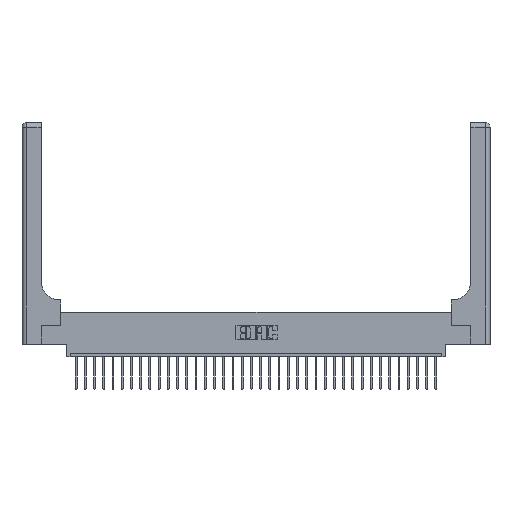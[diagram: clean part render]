
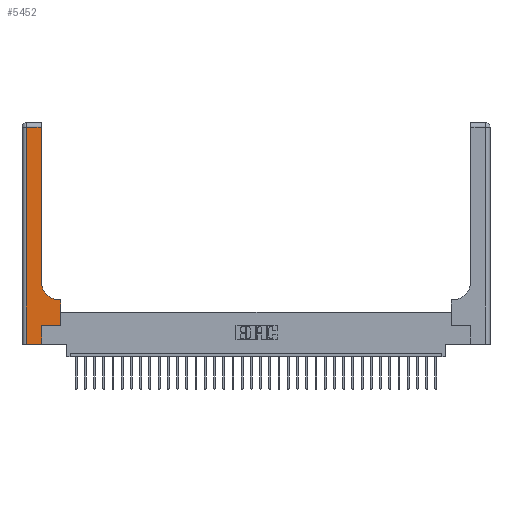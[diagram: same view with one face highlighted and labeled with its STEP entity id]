
A CAD part, top view. The second image highlights one B-rep face of the part: STEP entity #5452.
In plain terms, the highlighted planar face has unit normal (0, 0, 1).
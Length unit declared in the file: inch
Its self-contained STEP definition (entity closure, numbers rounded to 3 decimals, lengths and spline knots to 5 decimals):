
#115 = ORIENTED_EDGE ( 'NONE', *, *, #15545, .T. ) ;
#217 = EDGE_CURVE ( 'NONE', #9912, #26530, #13073, .T. ) ;
#320 = ORIENTED_EDGE ( 'NONE', *, *, #23410, .T. ) ;
#375 = DIRECTION ( 'NONE',  ( 1., 0., 0. ) ) ;
#697 = LINE ( 'NONE', #10691, #16896 ) ;
#783 = VERTEX_POINT ( 'NONE', #1924 ) ;
#1131 = EDGE_CURVE ( 'NONE', #783, #14549, #3758, .T. ) ;
#1689 = VECTOR ( 'NONE', #20447, 39.37008 ) ;
#1924 = CARTESIAN_POINT ( 'NONE',  ( 0.26, 0.85, 0.37 ) ) ;
#2556 = VERTEX_POINT ( 'NONE', #19118 ) ;
#3243 = ORIENTED_EDGE ( 'NONE', *, *, #217, .T. ) ;
#3699 = ORIENTED_EDGE ( 'NONE', *, *, #13318, .T. ) ;
#3758 = LINE ( 'NONE', #15775, #1689 ) ;
#3992 = AXIS2_PLACEMENT_3D ( 'NONE', #15990, #23501, #30191 ) ;
#4524 = VECTOR ( 'NONE', #375, 39.37008 ) ;
#4780 = ORIENTED_EDGE ( 'NONE', *, *, #27534, .T. ) ;
#5034 = CARTESIAN_POINT ( 'NONE',  ( 0.26, 0.6, 0.37 ) ) ;
#5386 = LINE ( 'NONE', #24130, #4524 ) ;
#5452 = ADVANCED_FACE ( 'NONE', ( #16463 ), #26165, .F. ) ;
#6373 = VECTOR ( 'NONE', #27690, 39.37008 ) ;
#6523 = LINE ( 'NONE', #30237, #29802 ) ;
#6778 = DIRECTION ( 'NONE',  ( 1., 0., 0. ) ) ;
#7995 = AXIS2_PLACEMENT_3D ( 'NONE', #22995, #18293, #6778 ) ;
#8388 = ORIENTED_EDGE ( 'NONE', *, *, #26139, .T. ) ;
#8428 = VERTEX_POINT ( 'NONE', #10930 ) ;
#8514 = VECTOR ( 'NONE', #22677, 39.37008 ) ;
#8640 = LINE ( 'NONE', #13165, #8514 ) ;
#8709 = ORIENTED_EDGE ( 'NONE', *, *, #1131, .T. ) ;
#9912 = VERTEX_POINT ( 'NONE', #16641 ) ;
#10691 = CARTESIAN_POINT ( 'NONE',  ( 0., 0., 0.37 ) ) ;
#10709 = CARTESIAN_POINT ( 'NONE',  ( 0.06, 3., 0.37 ) ) ;
#10888 = CARTESIAN_POINT ( 'NONE',  ( 0.528, 0.25, 0.37 ) ) ;
#10894 = ORIENTED_EDGE ( 'NONE', *, *, #25414, .T. ) ;
#10930 = CARTESIAN_POINT ( 'NONE',  ( 0.06, 2.94, 0.37 ) ) ;
#13073 = LINE ( 'NONE', #10888, #16500 ) ;
#13165 = CARTESIAN_POINT ( 'NONE',  ( 0.265, 0., 0.37 ) ) ;
#13318 = EDGE_CURVE ( 'NONE', #26530, #24452, #19516, .T. ) ;
#13332 = LINE ( 'NONE', #10709, #6373 ) ;
#13797 = CARTESIAN_POINT ( 'NONE',  ( 0.265, 0.25, 0.37 ) ) ;
#14549 = VERTEX_POINT ( 'NONE', #20464 ) ;
#14860 = CARTESIAN_POINT ( 'NONE',  ( 0.528, 0.6, 0.37 ) ) ;
#15283 = ORIENTED_EDGE ( 'NONE', *, *, #15469, .T. ) ;
#15469 = EDGE_CURVE ( 'NONE', #19869, #9912, #5386, .T. ) ;
#15545 = EDGE_CURVE ( 'NONE', #24063, #19869, #8640, .T. ) ;
#15775 = CARTESIAN_POINT ( 'NONE',  ( 0.26, 3., 0.37 ) ) ;
#15990 = CARTESIAN_POINT ( 'NONE',  ( 0., 3., 0.37 ) ) ;
#16463 = FACE_OUTER_BOUND ( 'NONE', #22688, .T. ) ;
#16500 = VECTOR ( 'NONE', #20217, 39.37008 ) ;
#16641 = CARTESIAN_POINT ( 'NONE',  ( 0.528, 0.25, 0.37 ) ) ;
#16896 = VECTOR ( 'NONE', #27080, 39.37008 ) ;
#18293 = DIRECTION ( 'NONE',  ( 0., 0., -1. ) ) ;
#19065 = DIRECTION ( 'NONE',  ( -1., 0., 0. ) ) ;
#19118 = CARTESIAN_POINT ( 'NONE',  ( 0.06, 0., 0.37 ) ) ;
#19516 = LINE ( 'NONE', #5034, #21374 ) ;
#19869 = VERTEX_POINT ( 'NONE', #13797 ) ;
#20217 = DIRECTION ( 'NONE',  ( 0., 1., 0. ) ) ;
#20447 = DIRECTION ( 'NONE',  ( 0., 1., 0. ) ) ;
#20464 = CARTESIAN_POINT ( 'NONE',  ( 0.26, 2.94, 0.37 ) ) ;
#21374 = VECTOR ( 'NONE', #19065, 39.37008 ) ;
#22677 = DIRECTION ( 'NONE',  ( 0., 1., 0. ) ) ;
#22688 = EDGE_LOOP ( 'NONE', ( #8709, #10894, #320, #8388, #115, #15283, #3243, #3699, #4780 ) ) ;
#22995 = CARTESIAN_POINT ( 'NONE',  ( 0.51, 0.85, 0.37 ) ) ;
#23410 = EDGE_CURVE ( 'NONE', #8428, #2556, #13332, .T. ) ;
#23439 = CARTESIAN_POINT ( 'NONE',  ( 0.265, 0., 0.37 ) ) ;
#23501 = DIRECTION ( 'NONE',  ( 0., 0., -1. ) ) ;
#24063 = VERTEX_POINT ( 'NONE', #23439 ) ;
#24130 = CARTESIAN_POINT ( 'NONE',  ( 0.265, 0.25, 0.37 ) ) ;
#24452 = VERTEX_POINT ( 'NONE', #25599 ) ;
#25254 = DIRECTION ( 'NONE',  ( -1., 0., 0. ) ) ;
#25414 = EDGE_CURVE ( 'NONE', #14549, #8428, #6523, .T. ) ;
#25599 = CARTESIAN_POINT ( 'NONE',  ( 0.51, 0.6, 0.37 ) ) ;
#26139 = EDGE_CURVE ( 'NONE', #2556, #24063, #697, .T. ) ;
#26165 = PLANE ( 'NONE',  #3992 ) ;
#26443 = CIRCLE ( 'NONE', #7995, 0.25 ) ;
#26530 = VERTEX_POINT ( 'NONE', #14860 ) ;
#27080 = DIRECTION ( 'NONE',  ( 1., 0., 0. ) ) ;
#27534 = EDGE_CURVE ( 'NONE', #24452, #783, #26443, .T. ) ;
#27690 = DIRECTION ( 'NONE',  ( 0., -1., 0. ) ) ;
#29802 = VECTOR ( 'NONE', #25254, 39.37008 ) ;
#30191 = DIRECTION ( 'NONE',  ( -1., 0., 0. ) ) ;
#30237 = CARTESIAN_POINT ( 'NONE',  ( 0., 2.94, 0.37 ) ) ;
